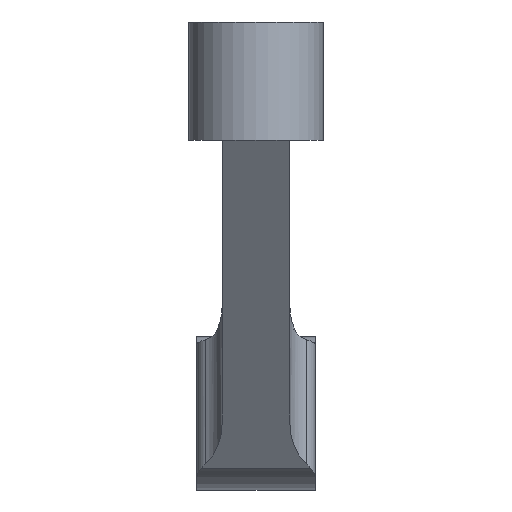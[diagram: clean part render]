
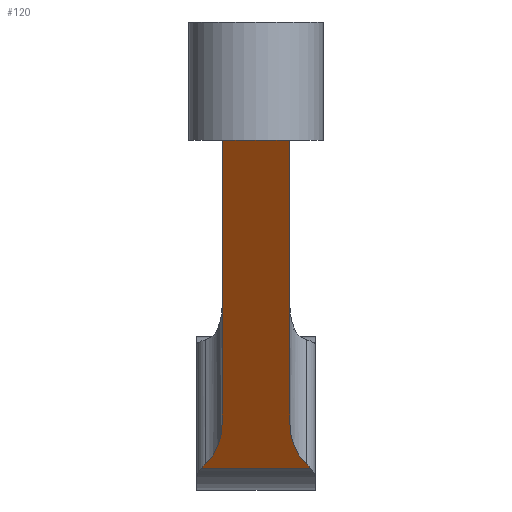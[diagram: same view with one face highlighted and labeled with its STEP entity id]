
A CAD part, front view. The second image highlights one B-rep face of the part: STEP entity #120.
In plain terms, the highlighted planar face has unit normal (0, -0.819, -0.574).
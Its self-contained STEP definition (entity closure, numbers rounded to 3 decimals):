
#120=ADVANCED_FACE('',(#335),#337,.T.);
#335=FACE_BOUND('',#336,.T.);
#336=EDGE_LOOP('',(#506,#507,#508,#509,#510,#511,#512,#513));
#337=PLANE('',#338);
#338=AXIS2_PLACEMENT_3D('',#339,#340,#341);
#339=CARTESIAN_POINT('',(-2.,8.618,1.));
#340=DIRECTION('',(0.,-0.819,-0.574));
#341=DIRECTION('',(0.,0.574,-0.819));
#506=ORIENTED_EDGE('',*,*,#621,.F.);
#507=ORIENTED_EDGE('',*,*,#607,.F.);
#508=ORIENTED_EDGE('',*,*,#622,.F.);
#509=ORIENTED_EDGE('',*,*,#623,.F.);
#510=ORIENTED_EDGE('',*,*,#620,.F.);
#511=ORIENTED_EDGE('',*,*,#624,.F.);
#512=ORIENTED_EDGE('',*,*,#625,.T.);
#513=ORIENTED_EDGE('',*,*,#626,.F.);
#607=EDGE_CURVE('',#682,#679,#684,.F.);
#620=EDGE_CURVE('',#707,#697,#709,.T.);
#621=EDGE_CURVE('',#679,#710,#711,.T.);
#622=EDGE_CURVE('',#712,#682,#713,.F.);
#623=EDGE_CURVE('',#697,#712,#714,.T.);
#624=EDGE_CURVE('',#715,#707,#716,.T.);
#625=EDGE_CURVE('',#715,#717,#718,.T.);
#626=EDGE_CURVE('',#710,#717,#719,.F.);
#679=VERTEX_POINT('',#824);
#682=VERTEX_POINT('',#841);
#684=LINE('',#855,#856);
#697=VERTEX_POINT('',#884);
#707=VERTEX_POINT('',#905);
#709=LINE('',#910,#911);
#710=VERTEX_POINT('',#913);
#711=(BOUNDED_CURVE()B_SPLINE_CURVE(3,
(#914,#915,#916,#917),
.UNSPECIFIED.,.F.,.F.)B_SPLINE_CURVE_WITH_KNOTS((4,4),
(0.,1.),
.UNSPECIFIED.)CURVE()GEOMETRIC_REPRESENTATION_ITEM()RATIONAL_B_SPLINE_CURVE((1.,
0.991,0.991,1.))REPRESENTATION_ITEM(''));
#712=VERTEX_POINT('',#918);
#713=(BOUNDED_CURVE()B_SPLINE_CURVE(3,
(#919,#920,#921,#922),
.UNSPECIFIED.,.F.,.F.)B_SPLINE_CURVE_WITH_KNOTS((4,4),
(0.,1.),
.UNSPECIFIED.)CURVE()GEOMETRIC_REPRESENTATION_ITEM()RATIONAL_B_SPLINE_CURVE((1.,
0.991,0.991,1.))REPRESENTATION_ITEM(''));
#714=(BOUNDED_CURVE()B_SPLINE_CURVE(3,
(#923,#924,#925,#926),
.UNSPECIFIED.,.F.,.F.)B_SPLINE_CURVE_WITH_KNOTS((4,4),
(0.,1.),
.UNSPECIFIED.)CURVE()GEOMETRIC_REPRESENTATION_ITEM()RATIONAL_B_SPLINE_CURVE((1.,
0.911,0.911,1.))REPRESENTATION_ITEM(''));
#715=VERTEX_POINT('',#927);
#716=LINE('',#928,#929);
#717=VERTEX_POINT('',#931);
#718=LINE('',#932,#933);
#719=(BOUNDED_CURVE()B_SPLINE_CURVE(3,
(#935,#936,#937,#938),
.UNSPECIFIED.,.F.,.F.)B_SPLINE_CURVE_WITH_KNOTS((4,4),
(0.,1.),
.UNSPECIFIED.)CURVE()GEOMETRIC_REPRESENTATION_ITEM()RATIONAL_B_SPLINE_CURVE((1.,
0.911,0.911,1.))REPRESENTATION_ITEM(''));
#824=CARTESIAN_POINT('',(-3.25,22.957,-19.479));
#841=CARTESIAN_POINT('',(3.25,22.957,-19.479));
#855=CARTESIAN_POINT('',(-3.25,22.957,-19.479));
#856=VECTOR('',#857,1.);
#857=DIRECTION('',(1.,0.,0.));
#884=CARTESIAN_POINT('',(2.,21.021,-16.713));
#905=CARTESIAN_POINT('',(2.,8.917,0.574));
#910=CARTESIAN_POINT('',(2.,8.917,0.574));
#911=VECTOR('',#912,1.);
#912=DIRECTION('',(0.,0.574,-0.819));
#913=CARTESIAN_POINT('',(-3.,22.753,-19.187));
#914=CARTESIAN_POINT('',(-3.25,22.957,-19.479));
#915=CARTESIAN_POINT('',(-3.178,22.876,-19.363));
#916=CARTESIAN_POINT('',(-3.094,22.807,-19.264));
#917=CARTESIAN_POINT('',(-3.,22.753,-19.187));
#918=CARTESIAN_POINT('',(3.,22.753,-19.187));
#919=CARTESIAN_POINT('',(3.25,22.957,-19.479));
#920=CARTESIAN_POINT('',(3.178,22.876,-19.363));
#921=CARTESIAN_POINT('',(3.094,22.807,-19.264));
#922=CARTESIAN_POINT('',(3.,22.753,-19.187));
#923=CARTESIAN_POINT('',(2.,21.021,-16.713));
#924=CARTESIAN_POINT('',(2.,21.753,-17.759));
#925=CARTESIAN_POINT('',(2.366,22.387,-18.664));
#926=CARTESIAN_POINT('',(3.,22.753,-19.187));
#927=CARTESIAN_POINT('',(-2.,8.917,0.574));
#928=CARTESIAN_POINT('',(-2.,8.917,0.574));
#929=VECTOR('',#930,1.);
#930=DIRECTION('',(1.,0.,0.));
#931=CARTESIAN_POINT('',(-2.,21.021,-16.713));
#932=CARTESIAN_POINT('',(-2.,8.917,0.574));
#933=VECTOR('',#934,1.);
#934=DIRECTION('',(0.,0.574,-0.819));
#935=CARTESIAN_POINT('',(-2.,21.021,-16.713));
#936=CARTESIAN_POINT('',(-2.,21.753,-17.759));
#937=CARTESIAN_POINT('',(-2.366,22.387,-18.664));
#938=CARTESIAN_POINT('',(-3.,22.753,-19.187));
